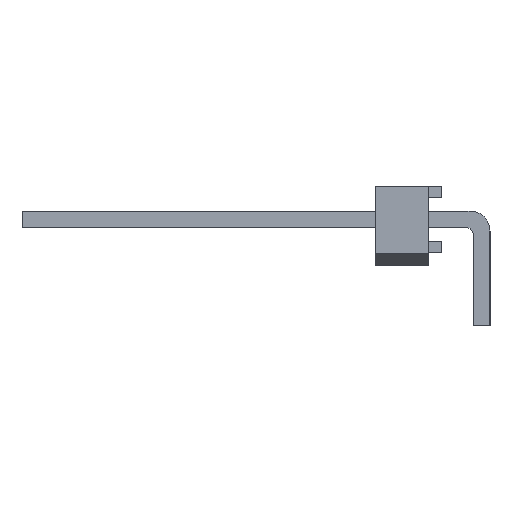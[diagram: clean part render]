
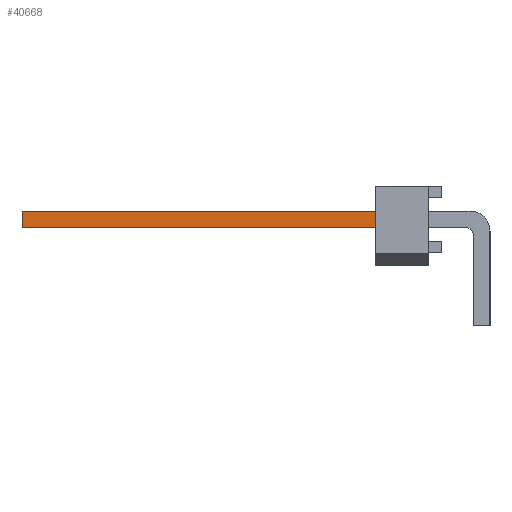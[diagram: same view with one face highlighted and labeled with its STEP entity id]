
A CAD part, left-side view. The second image highlights one B-rep face of the part: STEP entity #40668.
In plain terms, the highlighted face is planar.
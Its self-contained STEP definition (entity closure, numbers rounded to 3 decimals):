
#38969 = VERTEX_POINT('',#38970);
#38970 = CARTESIAN_POINT('',(33.338,17.526,-0.318));
#38976 = EDGE_CURVE('',#38977,#38969,#38979,.T.);
#38977 = VERTEX_POINT('',#38978);
#38978 = CARTESIAN_POINT('',(33.338,2.921,-0.318));
#38979 = LINE('',#38980,#38981);
#38980 = CARTESIAN_POINT('',(33.338,0.445,-0.318));
#38981 = VECTOR('',#38982,1.);
#38982 = DIRECTION('',(0.,1.,0.));
#40049 = VERTEX_POINT('',#40050);
#40050 = CARTESIAN_POINT('',(33.338,2.921,0.318));
#40056 = EDGE_CURVE('',#40057,#40049,#40059,.T.);
#40057 = VERTEX_POINT('',#40058);
#40058 = CARTESIAN_POINT('',(33.338,17.526,0.318));
#40059 = LINE('',#40060,#40061);
#40060 = CARTESIAN_POINT('',(33.338,17.526,0.318));
#40061 = VECTOR('',#40062,1.);
#40062 = DIRECTION('',(0.,-1.,0.));
#40657 = EDGE_CURVE('',#38969,#40057,#40658,.T.);
#40658 = LINE('',#40659,#40660);
#40659 = CARTESIAN_POINT('',(33.338,17.526,-0.318));
#40660 = VECTOR('',#40661,1.);
#40661 = DIRECTION('',(0.,0.,1.));
#40668 = ADVANCED_FACE('',(#40669),#40680,.T.);
#40669 = FACE_BOUND('',#40670,.T.);
#40670 = EDGE_LOOP('',(#40671,#40672,#40678,#40679));
#40671 = ORIENTED_EDGE('',*,*,#40056,.T.);
#40672 = ORIENTED_EDGE('',*,*,#40673,.T.);
#40673 = EDGE_CURVE('',#40049,#38977,#40674,.T.);
#40674 = LINE('',#40675,#40676);
#40675 = CARTESIAN_POINT('',(33.338,2.921,0.445));
#40676 = VECTOR('',#40677,1.);
#40677 = DIRECTION('',(0.,0.,-1.));
#40678 = ORIENTED_EDGE('',*,*,#38976,.T.);
#40679 = ORIENTED_EDGE('',*,*,#40657,.T.);
#40680 = PLANE('',#40681);
#40681 = AXIS2_PLACEMENT_3D('',#40682,#40683,#40684);
#40682 = CARTESIAN_POINT('',(33.338,0.445,0.445));
#40683 = DIRECTION('',(1.,0.,0.));
#40684 = DIRECTION('',(0.,0.,-1.));
